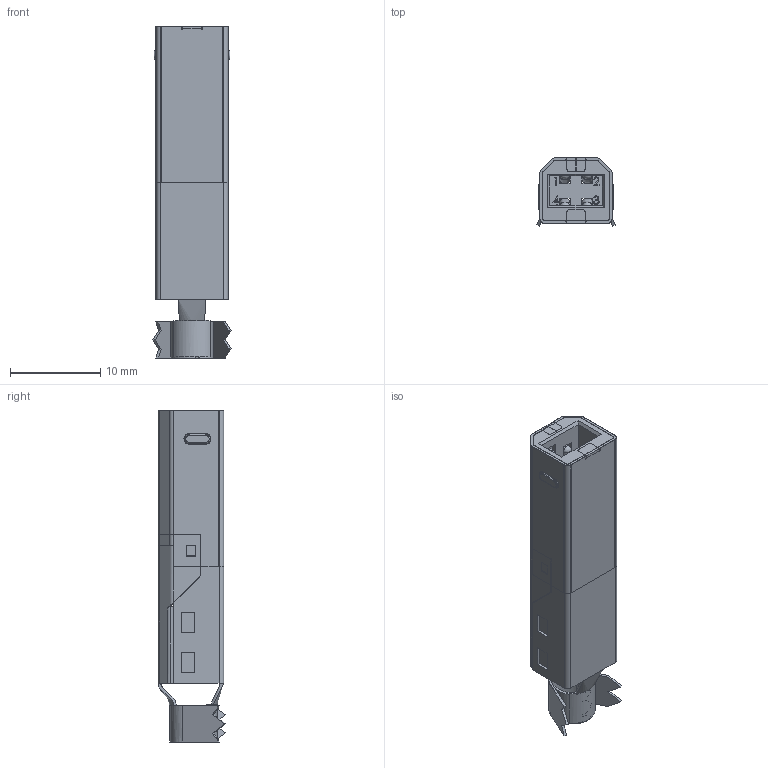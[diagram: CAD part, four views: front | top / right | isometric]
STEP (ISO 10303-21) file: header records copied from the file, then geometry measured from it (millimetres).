
FILE_DESCRIPTION (( 'STEP AP203' ), '1' );
FILE_NAME ('USBCN2.0-B.STEP', '2013-03-15T14:28:18', ( 'x' ), ( '' ), 'SwSTEP 2.0', 'SolidWorks 2012', '' );
FILE_SCHEMA (( 'CONFIG_CONTROL_DESIGN' ));
Length unit declared in the file: inch
Products named in the file (7): USBCN2.0-B; 1AA05-004-MA2_CRIMPED; 1AA05-004-MA1; 1AA05-004 COMBINE___; 1AA05-045-MA2; 1AA05-045-MA1; 1AA05-004(USB B STR MALE SOLDER TYPE HOUSING ASSEMBLY)___
Assembly tree (8 placements, depth 3):
  USBCN2.0-B
    1AA05-004 COMBINE___
      1AA05-004(USB B STR MALE SOLDER TYPE HOUSING ASSEMBLY)___
      1AA05-045-MA1  x2
      1AA05-045-MA2  x2
    1AA05-004-MA1
    1AA05-004-MA2_CRIMPED
Bounding box: 8.65 x 7.51 x 36.8 mm (x, y, z)
Volume: 1107.3 mm3; surface area: 3576.4 mm2
Topology: 8 solids, 8 shells, 636 faces, 1675 edges, 1053 vertices
Faces by surface type: plane 391, cylinder 151, bspline 78, torus 16
Entity records: 20264 total; most frequent: CARTESIAN_POINT 6613, ORIENTED_EDGE 2830, DIRECTION 2448, EDGE_CURVE 1415, VECTOR 1048, LINE 1048, VERTEX_POINT 901, AXIS2_PLACEMENT_3D 700
